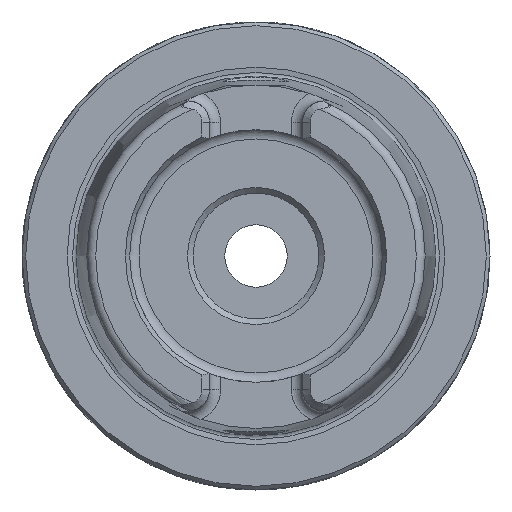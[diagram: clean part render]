
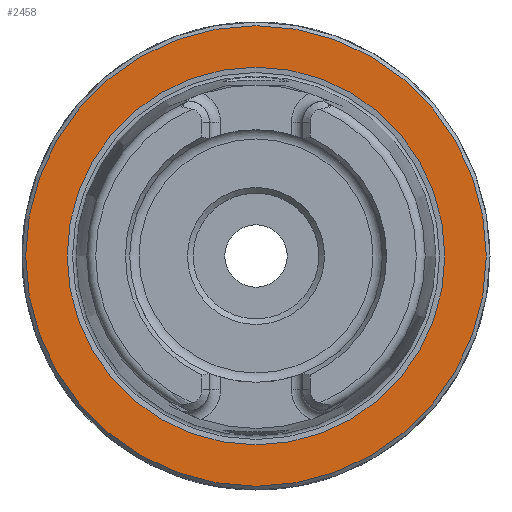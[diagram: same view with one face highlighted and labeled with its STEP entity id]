
A CAD part, left-side view. The second image highlights one B-rep face of the part: STEP entity #2458.
In plain terms, the highlighted planar face has unit normal (-1, 0, 0).
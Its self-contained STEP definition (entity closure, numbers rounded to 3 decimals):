
#336=PLANE('',#2693);
#593=FACE_BOUND('',#923,.T.);
#729=FACE_OUTER_BOUND('',#922,.T.);
#922=EDGE_LOOP('',(#1974));
#923=EDGE_LOOP('',(#1975));
#1091=CIRCLE('',#2692,31.);
#1092=CIRCLE('',#2694,25.42);
#1292=VERTEX_POINT('',#4778);
#1293=VERTEX_POINT('',#4781);
#1553=EDGE_CURVE('',#1292,#1292,#1091,.T.);
#1554=EDGE_CURVE('',#1293,#1293,#1092,.T.);
#1974=ORIENTED_EDGE('',*,*,#1553,.F.);
#1975=ORIENTED_EDGE('',*,*,#1554,.T.);
#2458=ADVANCED_FACE('',(#729,#593),#336,.T.);
#2692=AXIS2_PLACEMENT_3D('',#4779,#3163,#3164);
#2693=AXIS2_PLACEMENT_3D('',#4780,#3165,#3166);
#2694=AXIS2_PLACEMENT_3D('',#4782,#3167,#3168);
#3163=DIRECTION('center_axis',(1.,0.,0.));
#3164=DIRECTION('ref_axis',(0.,-1.,0.));
#3165=DIRECTION('center_axis',(-1.,0.,0.));
#3166=DIRECTION('ref_axis',(0.,0.,1.));
#3167=DIRECTION('center_axis',(1.,0.,0.));
#3168=DIRECTION('ref_axis',(0.,1.,0.));
#4778=CARTESIAN_POINT('',(0.,31.,0.));
#4779=CARTESIAN_POINT('Origin',(0.,0.,0.));
#4780=CARTESIAN_POINT('Origin',(0.,15.75,0.));
#4781=CARTESIAN_POINT('',(0.,25.42,0.));
#4782=CARTESIAN_POINT('Origin',(0.,0.,0.));
